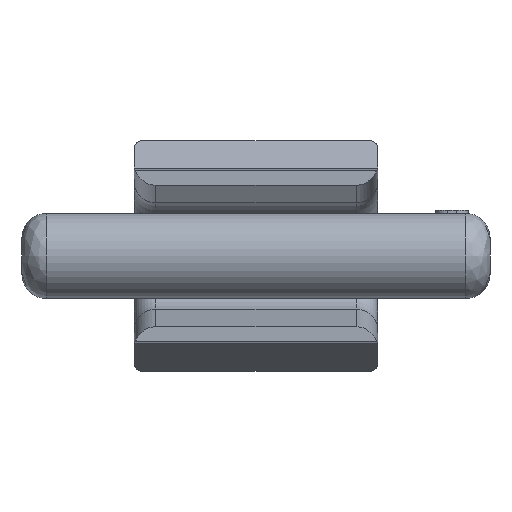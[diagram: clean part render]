
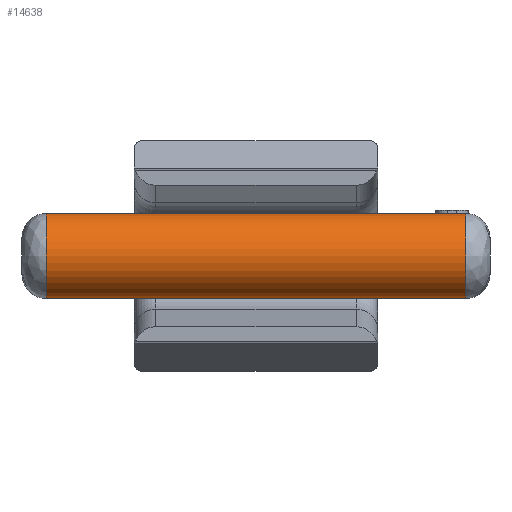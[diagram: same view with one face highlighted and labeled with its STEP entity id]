
A CAD part, front view. The second image highlights one B-rep face of the part: STEP entity #14638.
In plain terms, the highlighted cylindrical face has radius 7 mm (diameter 14 mm), a partial arc.
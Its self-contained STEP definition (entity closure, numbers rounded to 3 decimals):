
#10589=CARTESIAN_POINT('',(34.5,-43.25,0.));
#10590=DIRECTION('',(-1.,0.,0.));
#10591=DIRECTION('',(0.,0.,-1.));
#10592=AXIS2_PLACEMENT_3D('',#10589,#10590,#10591);
#11197=DIRECTION('',(1.,0.,0.));
#11198=VECTOR('',#11197,69.);
#11199=CARTESIAN_POINT('',(-34.5,-43.25,-7.));
#11200=LINE('',#11199,#11198);
#11201=CARTESIAN_POINT('',(-34.5,-43.25,0.));
#11202=DIRECTION('',(-1.,0.,0.));
#11203=DIRECTION('',(0.,0.,-1.));
#11204=AXIS2_PLACEMENT_3D('',#11201,#11202,#11203);
#11206=DIRECTION('',(1.,0.,0.));
#11207=VECTOR('',#11206,69.);
#11208=CARTESIAN_POINT('',(-34.5,-43.25,7.));
#11209=LINE('',#11208,#11207);
#11642=CARTESIAN_POINT('',(-34.5,-43.25,7.));
#11644=VERTEX_POINT('',#11642);
#11697=CARTESIAN_POINT('',(34.5,-43.25,7.));
#11698=VERTEX_POINT('',#11697);
#11710=CARTESIAN_POINT('',(-34.5,-43.25,-7.));
#11712=VERTEX_POINT('',#11710);
#11744=CARTESIAN_POINT('',(34.5,-43.25,-7.));
#11746=VERTEX_POINT('',#11744);
#14627=CARTESIAN_POINT('',(88.689,-43.25,0.));
#14628=DIRECTION('',(1.,0.,0.));
#14629=DIRECTION('',(0.,0.,1.));
#14630=AXIS2_PLACEMENT_3D('',#14627,#14628,#14629);
#14631=CYLINDRICAL_SURFACE('',#14630,7.);
#14632=ORIENTED_EDGE('',*,*,#13602,.F.);
#14633=ORIENTED_EDGE('',*,*,#12941,.F.);
#14634=ORIENTED_EDGE('',*,*,#13788,.T.);
#14635=ORIENTED_EDGE('',*,*,#11958,.T.);
#14636=EDGE_LOOP('',(#14632,#14633,#14634,#14635));
#14637=FACE_OUTER_BOUND('',#14636,.F.);
#14638=ADVANCED_FACE('',(#14637),#14631,.T.);
#10593=CIRCLE('',#10592,7.);
#11205=CIRCLE('',#11204,7.);
#11958=EDGE_CURVE('',#11644,#11698,#11209,.T.);
#12941=EDGE_CURVE('',#11712,#11746,#11200,.T.);
#13602=EDGE_CURVE('',#11746,#11698,#10593,.T.);
#13788=EDGE_CURVE('',#11712,#11644,#11205,.T.);
